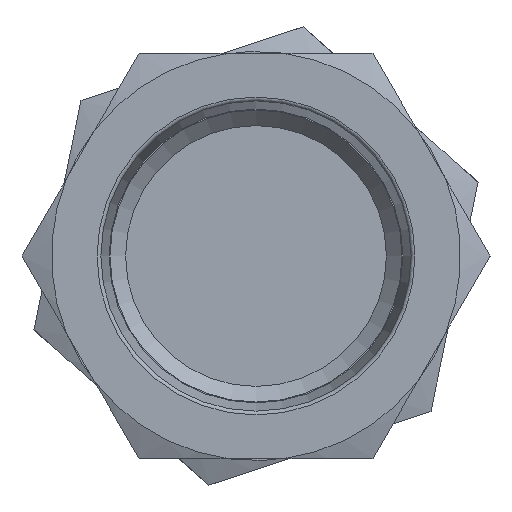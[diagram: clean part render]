
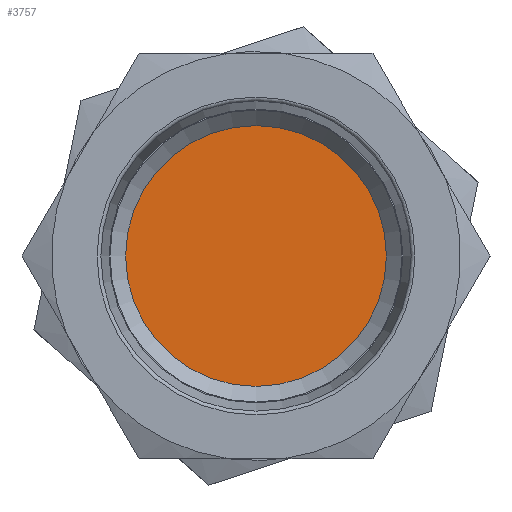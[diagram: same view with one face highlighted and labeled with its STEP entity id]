
A CAD part, left-side view. The second image highlights one B-rep face of the part: STEP entity #3757.
In plain terms, the highlighted free-form (B-spline) face has degree [1, 1] with [2, 2] control points.
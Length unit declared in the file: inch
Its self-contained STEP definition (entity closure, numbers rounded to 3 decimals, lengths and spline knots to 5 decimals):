
#3734=CARTESIAN_POINT('',(0.9,0.0,0.341));
#3735=VERTEX_POINT('',#3734);
#3736=CARTESIAN_POINT('',(0.9,0.0,0.0));
#3737=DIRECTION('',(-1.0,0.0,0.0));
#3738=DIRECTION('',(0.0,0.0,1.0));
#3739=AXIS2_PLACEMENT_3D('',#3736,#3737,#3738);
#3740=CIRCLE('',#3739,0.341);
#3741=EDGE_CURVE('',#3735,#3735,#3740,.T.);
#3749=CARTESIAN_POINT('',(0.9,0.341,-0.341));
#3750=CARTESIAN_POINT('',(0.9,0.341,0.341));
#3751=CARTESIAN_POINT('',(0.9,-0.341,-0.341));
#3752=CARTESIAN_POINT('',(0.9,-0.341,0.341));
#3753=B_SPLINE_SURFACE_WITH_KNOTS('',1,1,((#3749,#3751),(#3750,#3752)),.UNSPECIFIED.,.F.,.F.,.U.,(2,2),(2,2),(0.0,0.682),(0.0,0.682),.UNSPECIFIED.);
#3754=ORIENTED_EDGE('',*,*,#3741,.T.);
#3755=EDGE_LOOP('',(#3754));
#3756=FACE_OUTER_BOUND('',#3755,.T.);
#3757=ADVANCED_FACE('',(#3756),#3753,.F.);
